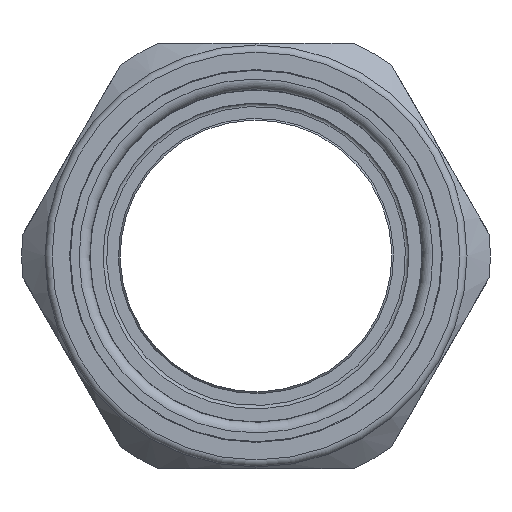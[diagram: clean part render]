
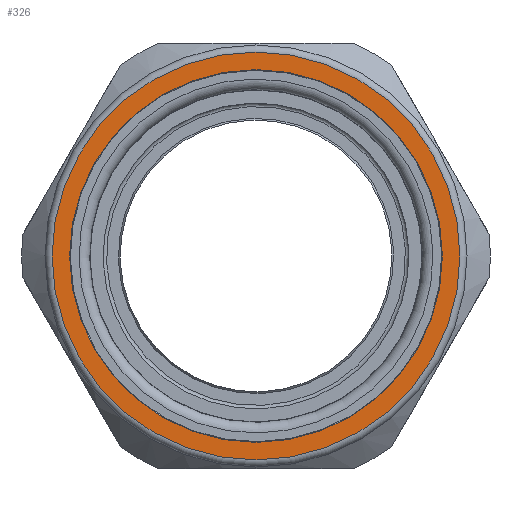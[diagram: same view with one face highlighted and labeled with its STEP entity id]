
A CAD part, left-side view. The second image highlights one B-rep face of the part: STEP entity #326.
In plain terms, the highlighted planar face has unit normal (-1, 0, 0).
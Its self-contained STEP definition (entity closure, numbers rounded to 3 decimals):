
#104 = DIRECTION ( 'NONE',  ( 0., 0., -1. ) ) ;
#326 = ADVANCED_FACE ( 'NONE', ( #1129, #1094 ), #2253, .F. ) ;
#456 = AXIS2_PLACEMENT_3D ( 'NONE', #1365, #1332, #511 ) ;
#511 = DIRECTION ( 'NONE',  ( 0., 0., -1. ) ) ;
#572 = EDGE_LOOP ( 'NONE', ( #2421 ) ) ;
#629 = VERTEX_POINT ( 'NONE', #1299 ) ;
#756 = CARTESIAN_POINT ( 'NONE',  ( -47.95, 0., 0. ) ) ;
#934 = CARTESIAN_POINT ( 'NONE',  ( -47.95, 0., 0. ) ) ;
#1094 = FACE_OUTER_BOUND ( 'NONE', #1383, .T. ) ;
#1129 = FACE_BOUND ( 'NONE', #572, .T. ) ;
#1198 = AXIS2_PLACEMENT_3D ( 'NONE', #934, #1804, #104 ) ;
#1211 = CIRCLE ( 'NONE', #1245, 26.275 ) ;
#1245 = AXIS2_PLACEMENT_3D ( 'NONE', #756, #2066, #2704 ) ;
#1254 = EDGE_CURVE ( 'NONE', #629, #629, #1735, .T. ) ;
#1299 = CARTESIAN_POINT ( 'NONE',  ( -47.95, 0., -28.75 ) ) ;
#1332 = DIRECTION ( 'NONE',  ( -1., 0., 0. ) ) ;
#1353 = CARTESIAN_POINT ( 'NONE',  ( -47.95, 0., -26.275 ) ) ;
#1365 = CARTESIAN_POINT ( 'NONE',  ( -47.95, 0., 0. ) ) ;
#1383 = EDGE_LOOP ( 'NONE', ( #2043 ) ) ;
#1735 = CIRCLE ( 'NONE', #456, 28.75 ) ;
#1760 = VERTEX_POINT ( 'NONE', #1353 ) ;
#1804 = DIRECTION ( 'NONE',  ( 1., 0., 0. ) ) ;
#2043 = ORIENTED_EDGE ( 'NONE', *, *, #1254, .T. ) ;
#2066 = DIRECTION ( 'NONE',  ( 1., 0., 0. ) ) ;
#2253 = PLANE ( 'NONE',  #1198 ) ;
#2421 = ORIENTED_EDGE ( 'NONE', *, *, #2439, .T. ) ;
#2439 = EDGE_CURVE ( 'NONE', #1760, #1760, #1211, .T. ) ;
#2704 = DIRECTION ( 'NONE',  ( 0., 0., -1. ) ) ;
